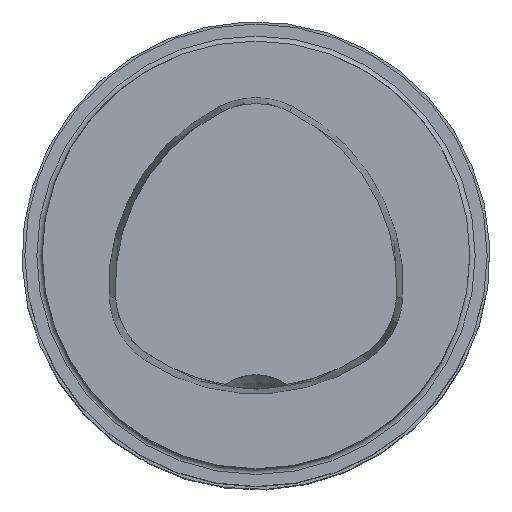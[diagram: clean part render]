
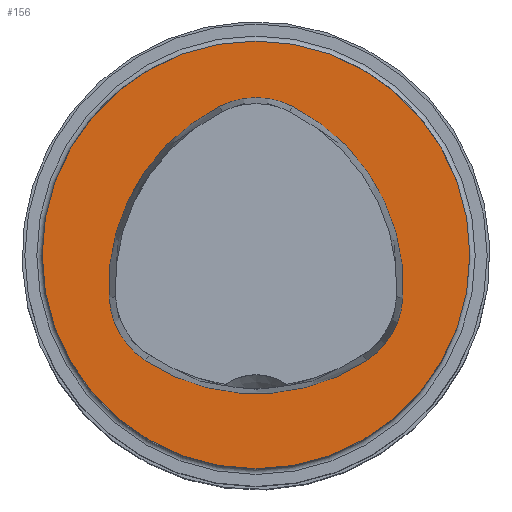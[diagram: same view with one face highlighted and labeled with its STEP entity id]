
A CAD part, top view. The second image highlights one B-rep face of the part: STEP entity #156.
In plain terms, the highlighted planar face has unit normal (0, 0, 1).
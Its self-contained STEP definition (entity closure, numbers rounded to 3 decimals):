
#156=ADVANCED_FACE('',(#198,#199),#182,.T.);
#182=PLANE('',#647);
#198=FACE_BOUND('',#256,.T.);
#199=FACE_BOUND('',#257,.T.);
#256=EDGE_LOOP('',(#367));
#257=EDGE_LOOP('',(#368,#369,#370,#371,#372,#373));
#367=ORIENTED_EDGE('',*,*,#511,.F.);
#368=ORIENTED_EDGE('',*,*,#484,.F.);
#369=ORIENTED_EDGE('',*,*,#486,.F.);
#370=ORIENTED_EDGE('',*,*,#474,.F.);
#371=ORIENTED_EDGE('',*,*,#470,.F.);
#372=ORIENTED_EDGE('',*,*,#478,.F.);
#373=ORIENTED_EDGE('',*,*,#481,.F.);
#420=VERTEX_POINT('',#910);
#421=VERTEX_POINT('',#912);
#424=VERTEX_POINT('',#920);
#426=VERTEX_POINT('',#926);
#428=VERTEX_POINT('',#932);
#430=VERTEX_POINT('',#938);
#447=VERTEX_POINT('',#998);
#470=EDGE_CURVE('',#420,#421,#532,.T.);
#474=EDGE_CURVE('',#421,#424,#535,.T.);
#478=EDGE_CURVE('',#426,#420,#537,.T.);
#481=EDGE_CURVE('',#428,#426,#539,.T.);
#484=EDGE_CURVE('',#430,#428,#541,.T.);
#486=EDGE_CURVE('',#424,#430,#543,.T.);
#511=EDGE_CURVE('',#447,#447,#544,.T.);
#532=CIRCLE('',#607,15.063);
#535=CIRCLE('',#611,6.063);
#537=CIRCLE('',#614,6.063);
#539=CIRCLE('',#617,15.063);
#541=CIRCLE('',#620,6.063);
#543=CIRCLE('',#623,15.063);
#544=CIRCLE('',#646,16.);
#607=AXIS2_PLACEMENT_3D('',#911,#716,#717);
#611=AXIS2_PLACEMENT_3D('',#919,#725,#726);
#614=AXIS2_PLACEMENT_3D('',#927,#733,#734);
#617=AXIS2_PLACEMENT_3D('',#933,#740,#741);
#620=AXIS2_PLACEMENT_3D('',#939,#747,#748);
#623=AXIS2_PLACEMENT_3D('',#942,#753,#754);
#646=AXIS2_PLACEMENT_3D('',#997,#815,#816);
#647=AXIS2_PLACEMENT_3D('',#999,#817,#818);
#716=DIRECTION('',(0.,0.,1.));
#717=DIRECTION('',(1.,0.,0.));
#725=DIRECTION('',(0.,0.,1.));
#726=DIRECTION('',(1.,0.,0.));
#733=DIRECTION('',(0.,0.,1.));
#734=DIRECTION('',(1.,0.,0.));
#740=DIRECTION('',(0.,0.,1.));
#741=DIRECTION('',(1.,0.,0.));
#747=DIRECTION('',(0.,0.,1.));
#748=DIRECTION('',(1.,0.,0.));
#753=DIRECTION('',(0.,0.,1.));
#754=DIRECTION('',(1.,0.,0.));
#815=DIRECTION('',(0.,0.,-1.));
#816=DIRECTION('',(-1.,0.,0.));
#817=DIRECTION('',(0.,0.,1.));
#818=DIRECTION('',(0.,1.,0.));
#910=CARTESIAN_POINT('',(-8.262,-7.919,0.));
#911=CARTESIAN_POINT('',(0.,4.675,0.));
#912=CARTESIAN_POINT('',(8.262,-7.919,0.));
#919=CARTESIAN_POINT('',(4.936,-2.85,0.));
#920=CARTESIAN_POINT('',(10.989,-3.195,0.));
#926=CARTESIAN_POINT('',(-10.989,-3.195,0.));
#927=CARTESIAN_POINT('',(-4.936,-2.85,0.));
#932=CARTESIAN_POINT('',(-2.728,11.115,0.));
#933=CARTESIAN_POINT('',(4.049,-2.338,0.));
#938=CARTESIAN_POINT('',(2.728,11.115,0.));
#939=CARTESIAN_POINT('',(0.,5.7,0.));
#942=CARTESIAN_POINT('',(-4.049,-2.338,0.));
#997=CARTESIAN_POINT('',(0.,0.,0.));
#998=CARTESIAN_POINT('',(-16.,0.,0.));
#999=CARTESIAN_POINT('',(-8.,0.,0.));
